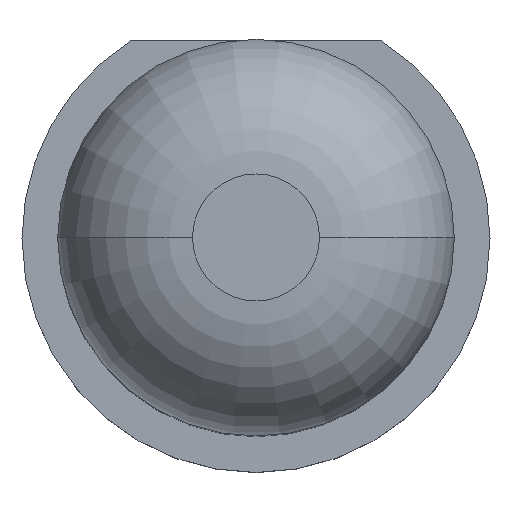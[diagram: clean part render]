
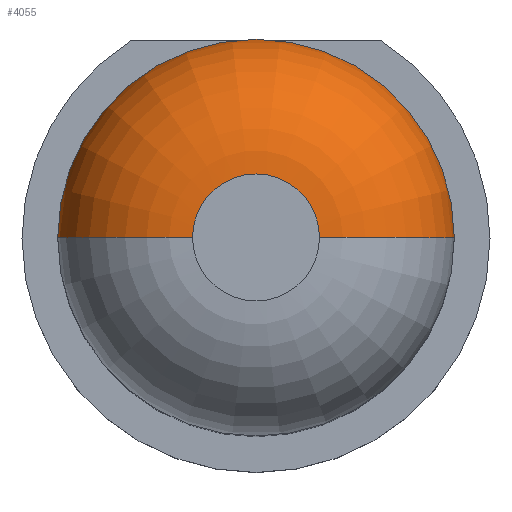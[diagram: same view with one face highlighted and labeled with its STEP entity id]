
A CAD part, top view. The second image highlights one B-rep face of the part: STEP entity #4055.
In plain terms, the highlighted toroidal (fillet/blend) face has major radius 0.8 mm and minor radius 1.7 mm.
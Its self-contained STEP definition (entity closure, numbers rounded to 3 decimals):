
#25 = DIRECTION ( 'NONE',  ( 1., 0., 0. ) ) ;
#234 = VERTEX_POINT ( 'NONE', #1536 ) ;
#327 = DIRECTION ( 'NONE',  ( 0., 0., 1. ) ) ;
#427 = VERTEX_POINT ( 'NONE', #2181 ) ;
#571 = AXIS2_PLACEMENT_3D ( 'NONE', #4196, #2849, #3915 ) ;
#655 = DIRECTION ( 'NONE',  ( 1., 0., 0. ) ) ;
#690 = CARTESIAN_POINT ( 'NONE',  ( 0., 0., 6.9 ) ) ;
#699 = CARTESIAN_POINT ( 'NONE',  ( 0., 0., 8.6 ) ) ;
#1085 = CIRCLE ( 'NONE', #2425, 0.8 ) ;
#1113 = CIRCLE ( 'NONE', #571, 1.7 ) ;
#1321 = ORIENTED_EDGE ( 'NONE', *, *, #2276, .T. ) ;
#1334 = EDGE_CURVE ( 'NONE', #427, #234, #1113, .T. ) ;
#1394 = ORIENTED_EDGE ( 'NONE', *, *, #4325, .F. ) ;
#1536 = CARTESIAN_POINT ( 'NONE',  ( 0.8, 0., 8.6 ) ) ;
#1645 = FACE_OUTER_BOUND ( 'NONE', #3126, .T. ) ;
#1826 = CARTESIAN_POINT ( 'NONE',  ( -0.8, 0., 8.6 ) ) ;
#1909 = DIRECTION ( 'NONE',  ( -1., 0., 0. ) ) ;
#2088 = AXIS2_PLACEMENT_3D ( 'NONE', #3784, #3730, #3376 ) ;
#2112 = TOROIDAL_SURFACE ( 'NONE', #2873, 0.8, 1.7 ) ;
#2181 = CARTESIAN_POINT ( 'NONE',  ( 2.5, 0., 6.9 ) ) ;
#2276 = EDGE_CURVE ( 'NONE', #3820, #2920, #3155, .T. ) ;
#2425 = AXIS2_PLACEMENT_3D ( 'NONE', #699, #3481, #655 ) ;
#2567 = CARTESIAN_POINT ( 'NONE',  ( -0.8, 0., 6.9 ) ) ;
#2849 = DIRECTION ( 'NONE',  ( 0., -1., 0. ) ) ;
#2873 = AXIS2_PLACEMENT_3D ( 'NONE', #690, #327, #25 ) ;
#2920 = VERTEX_POINT ( 'NONE', #1826 ) ;
#3126 = EDGE_LOOP ( 'NONE', ( #1394, #1321, #4394, #3408 ) ) ;
#3155 = CIRCLE ( 'NONE', #3201, 1.7 ) ;
#3201 = AXIS2_PLACEMENT_3D ( 'NONE', #2567, #3630, #1909 ) ;
#3373 = CIRCLE ( 'NONE', #2088, 2.5 ) ;
#3376 = DIRECTION ( 'NONE',  ( 1., 0., 0. ) ) ;
#3408 = ORIENTED_EDGE ( 'NONE', *, *, #1334, .F. ) ;
#3481 = DIRECTION ( 'NONE',  ( 0., 0., 1. ) ) ;
#3630 = DIRECTION ( 'NONE',  ( 0., 1., 0. ) ) ;
#3724 = CARTESIAN_POINT ( 'NONE',  ( -2.5, 0., 6.9 ) ) ;
#3730 = DIRECTION ( 'NONE',  ( 0., 0., -1. ) ) ;
#3784 = CARTESIAN_POINT ( 'NONE',  ( 0., 0., 6.9 ) ) ;
#3820 = VERTEX_POINT ( 'NONE', #3724 ) ;
#3915 = DIRECTION ( 'NONE',  ( 0., 0., -1. ) ) ;
#4055 = ADVANCED_FACE ( 'NONE', ( #1645 ), #2112, .T. ) ;
#4196 = CARTESIAN_POINT ( 'NONE',  ( 0.8, 0., 6.9 ) ) ;
#4325 = EDGE_CURVE ( 'NONE', #3820, #427, #3373, .T. ) ;
#4394 = ORIENTED_EDGE ( 'NONE', *, *, #4460, .F. ) ;
#4460 = EDGE_CURVE ( 'NONE', #234, #2920, #1085, .T. ) ;
